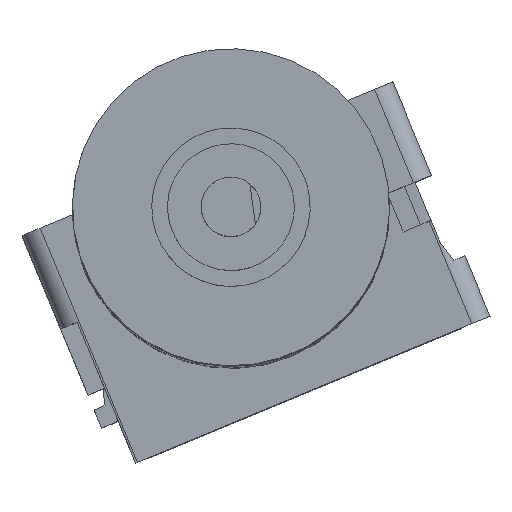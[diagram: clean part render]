
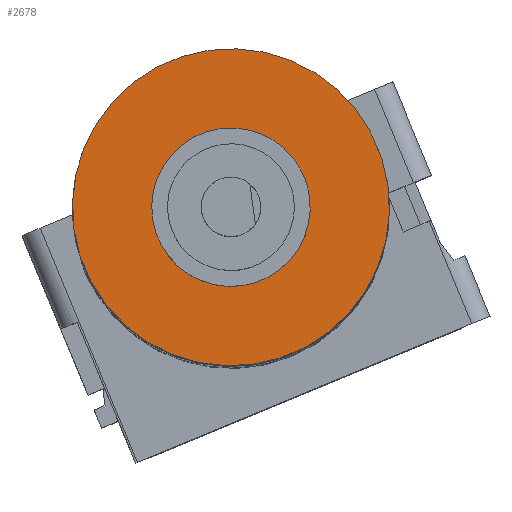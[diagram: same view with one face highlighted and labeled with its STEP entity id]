
A CAD part, top view. The second image highlights one B-rep face of the part: STEP entity #2678.
In plain terms, the highlighted face is planar.
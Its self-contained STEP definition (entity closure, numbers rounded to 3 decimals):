
#189 = ORIENTED_EDGE ( 'NONE', *, *, #5674, .F. ) ;
#512 = AXIS2_PLACEMENT_3D ( 'NONE', #5129, #1150, #5772 ) ;
#655 = AXIS2_PLACEMENT_3D ( 'NONE', #4189, #1554, #6192 ) ;
#686 = EDGE_CURVE ( 'NONE', #7675, #6185, #7332, .T. ) ;
#1055 = FACE_BOUND ( 'NONE', #2767, .T. ) ;
#1150 = DIRECTION ( 'NONE',  ( 0., 0., -1. ) ) ;
#1206 = ORIENTED_EDGE ( 'NONE', *, *, #1398, .F. ) ;
#1398 = EDGE_CURVE ( 'NONE', #2090, #6936, #3069, .T. ) ;
#1554 = DIRECTION ( 'NONE',  ( 0., 0., 1. ) ) ;
#1668 = CARTESIAN_POINT ( 'NONE',  ( 2., 0., 0. ) ) ;
#1906 = AXIS2_PLACEMENT_3D ( 'NONE', #7026, #3068, #7701 ) ;
#1998 = DIRECTION ( 'NONE',  ( 0., 0., -1. ) ) ;
#2090 = VERTEX_POINT ( 'NONE', #1668 ) ;
#2115 = CIRCLE ( 'NONE', #1906, 4. ) ;
#2379 = CIRCLE ( 'NONE', #4316, 2. ) ;
#2678 = ADVANCED_FACE ( 'NONE', ( #4805, #1055 ), #4867, .F. ) ;
#2740 = DIRECTION ( 'NONE',  ( 0., 0., 1. ) ) ;
#2767 = EDGE_LOOP ( 'NONE', ( #1206, #4256 ) ) ;
#3068 = DIRECTION ( 'NONE',  ( 0., 0., 1. ) ) ;
#3069 = CIRCLE ( 'NONE', #512, 2. ) ;
#3864 = EDGE_CURVE ( 'NONE', #6936, #2090, #2379, .T. ) ;
#3945 = EDGE_LOOP ( 'NONE', ( #189, #6244 ) ) ;
#4189 = CARTESIAN_POINT ( 'NONE',  ( 0., 0., 0. ) ) ;
#4256 = ORIENTED_EDGE ( 'NONE', *, *, #3864, .F. ) ;
#4316 = AXIS2_PLACEMENT_3D ( 'NONE', #5951, #1998, #6631 ) ;
#4428 = CARTESIAN_POINT ( 'NONE',  ( -4., 0., 0. ) ) ;
#4805 = FACE_OUTER_BOUND ( 'NONE', #3945, .T. ) ;
#4867 = PLANE ( 'NONE',  #655 ) ;
#5129 = CARTESIAN_POINT ( 'NONE',  ( 0., 0., 0. ) ) ;
#5674 = EDGE_CURVE ( 'NONE', #6185, #7675, #2115, .T. ) ;
#5772 = DIRECTION ( 'NONE',  ( 1., 0., 0. ) ) ;
#5951 = CARTESIAN_POINT ( 'NONE',  ( 0., 0., 0. ) ) ;
#6185 = VERTEX_POINT ( 'NONE', #4428 ) ;
#6192 = DIRECTION ( 'NONE',  ( 1., 0., 0. ) ) ;
#6244 = ORIENTED_EDGE ( 'NONE', *, *, #686, .F. ) ;
#6260 = CARTESIAN_POINT ( 'NONE',  ( -2., 0., 0. ) ) ;
#6631 = DIRECTION ( 'NONE',  ( 1., 0., 0. ) ) ;
#6708 = CARTESIAN_POINT ( 'NONE',  ( 0., 0., 0. ) ) ;
#6936 = VERTEX_POINT ( 'NONE', #6260 ) ;
#7026 = CARTESIAN_POINT ( 'NONE',  ( 0., 0., 0. ) ) ;
#7332 = CIRCLE ( 'NONE', #8152, 4. ) ;
#7358 = DIRECTION ( 'NONE',  ( 1., 0., 0. ) ) ;
#7675 = VERTEX_POINT ( 'NONE', #7997 ) ;
#7701 = DIRECTION ( 'NONE',  ( 1., 0., 0. ) ) ;
#7997 = CARTESIAN_POINT ( 'NONE',  ( 4., 0., 0. ) ) ;
#8152 = AXIS2_PLACEMENT_3D ( 'NONE', #6708, #2740, #7358 ) ;
